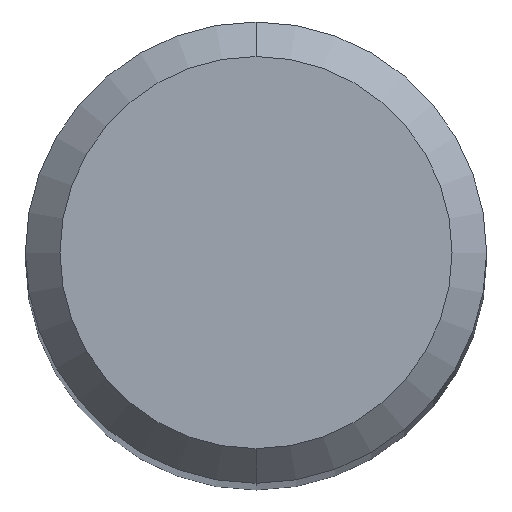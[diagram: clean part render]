
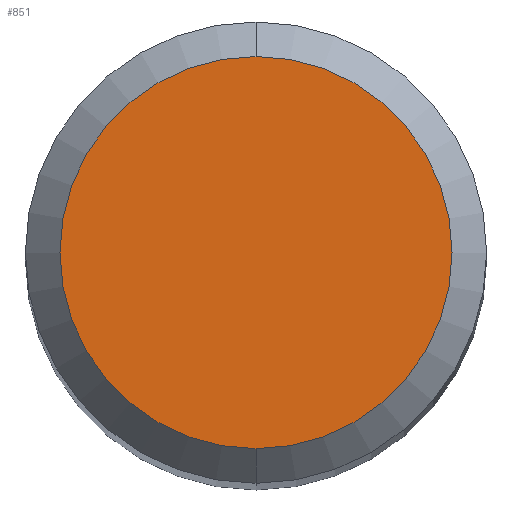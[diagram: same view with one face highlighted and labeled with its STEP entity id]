
A CAD part, top view. The second image highlights one B-rep face of the part: STEP entity #851.
In plain terms, the highlighted planar face has unit normal (0, 0, 1).
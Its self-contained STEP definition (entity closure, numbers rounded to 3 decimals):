
#481=VERTEX_POINT('',#1173);
#815=EDGE_CURVE('',#481,#1007,#1537,.T.);
#851=ADVANCED_FACE('',(#1579),#1580,.T.);
#905=EDGE_CURVE('',#1007,#481,#1636,.T.);
#1007=VERTEX_POINT('',#1747);
#1173=CARTESIAN_POINT('',(0.,-1.7,0.0));
#1537=CIRCLE('',#3948,1.7);
#1579=FACE_OUTER_BOUND('',#4214,.T.);
#1580=PLANE('',#4215);
#1636=CIRCLE('',#4472,1.7);
#1747=CARTESIAN_POINT('',(0.0,1.7,0.0));
#3948=AXIS2_PLACEMENT_3D('',#5721,#5722,#5723);
#4214=EDGE_LOOP('',(#5783,#5784));
#4215=AXIS2_PLACEMENT_3D('',#5785,#5786,#5787);
#4472=AXIS2_PLACEMENT_3D('',#5817,#5818,#5819);
#5721=CARTESIAN_POINT('',(0.0,0.0,0.0));
#5722=DIRECTION('',(0.0,0.0,-1.0));
#5723=DIRECTION('',(0.0,1.0,0.0));
#5783=ORIENTED_EDGE('',*,*,#905,.F.);
#5784=ORIENTED_EDGE('',*,*,#815,.F.);
#5785=CARTESIAN_POINT('',(0.0,0.85,0.0));
#5786=DIRECTION('',(-0.0,0.0,1.0));
#5787=DIRECTION('',(0.0,-1.0,0.0));
#5817=CARTESIAN_POINT('',(0.0,0.0,0.0));
#5818=DIRECTION('',(0.0,0.0,-1.0));
#5819=DIRECTION('',(0.0,1.0,0.0));
